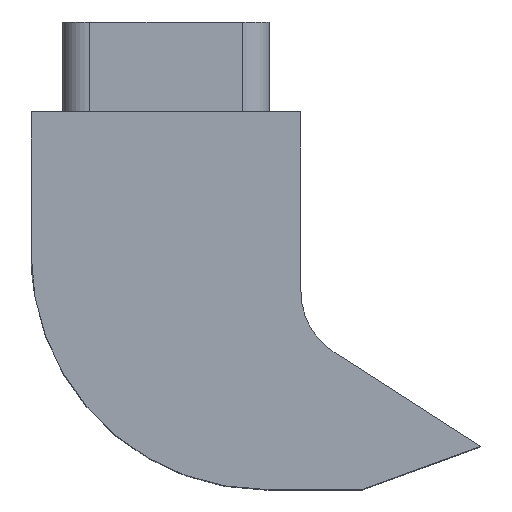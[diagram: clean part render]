
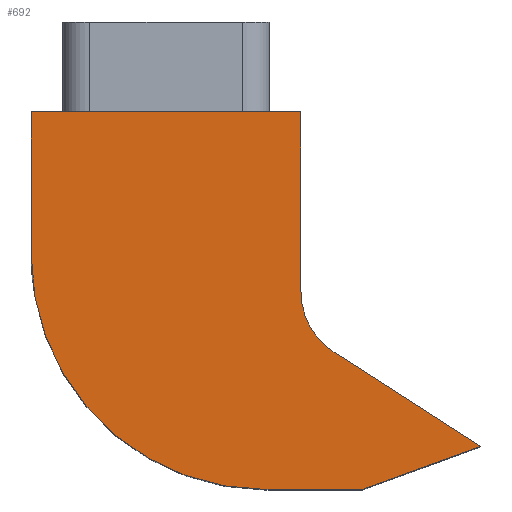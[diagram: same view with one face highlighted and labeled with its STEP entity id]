
A CAD part, top view. The second image highlights one B-rep face of the part: STEP entity #692.
In plain terms, the highlighted planar face has unit normal (0, 0, 1).
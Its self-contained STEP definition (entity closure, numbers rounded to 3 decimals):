
#25=PLANE('',#743);
#76=LINE('',#1113,#147);
#77=LINE('',#1115,#148);
#78=LINE('',#1117,#149);
#79=LINE('',#1121,#150);
#80=LINE('',#1123,#151);
#81=LINE('',#1125,#152);
#147=VECTOR('',#872,10.);
#148=VECTOR('',#873,15.);
#149=VECTOR('',#874,8.);
#150=VECTOR('',#877,5.422);
#151=VECTOR('',#878,7.);
#152=VECTOR('',#879,9.698);
#208=FACE_OUTER_BOUND('',#248,.T.);
#248=EDGE_LOOP('',(#544,#545,#546,#547,#548,#549,#550,#551));
#288=CIRCLE('',#744,13.);
#289=CIRCLE('',#745,4.);
#339=VERTEX_POINT('',#1111);
#340=VERTEX_POINT('',#1112);
#341=VERTEX_POINT('',#1114);
#342=VERTEX_POINT('',#1116);
#343=VERTEX_POINT('',#1118);
#344=VERTEX_POINT('',#1120);
#345=VERTEX_POINT('',#1122);
#346=VERTEX_POINT('',#1124);
#420=EDGE_CURVE('',#339,#340,#76,.T.);
#421=EDGE_CURVE('',#341,#339,#77,.T.);
#422=EDGE_CURVE('',#342,#341,#78,.T.);
#423=EDGE_CURVE('',#343,#342,#288,.T.);
#424=EDGE_CURVE('',#344,#343,#79,.T.);
#425=EDGE_CURVE('',#345,#344,#80,.T.);
#426=EDGE_CURVE('',#346,#345,#81,.T.);
#427=EDGE_CURVE('',#340,#346,#289,.T.);
#544=ORIENTED_EDGE('',*,*,#420,.F.);
#545=ORIENTED_EDGE('',*,*,#421,.F.);
#546=ORIENTED_EDGE('',*,*,#422,.F.);
#547=ORIENTED_EDGE('',*,*,#423,.F.);
#548=ORIENTED_EDGE('',*,*,#424,.F.);
#549=ORIENTED_EDGE('',*,*,#425,.F.);
#550=ORIENTED_EDGE('',*,*,#426,.F.);
#551=ORIENTED_EDGE('',*,*,#427,.F.);
#692=ADVANCED_FACE('',(#208),#25,.T.);
#743=AXIS2_PLACEMENT_3D('',#1110,#870,#871);
#744=AXIS2_PLACEMENT_3D('',#1119,#875,#876);
#745=AXIS2_PLACEMENT_3D('',#1126,#880,#881);
#870=DIRECTION('center_axis',(0.,0.,1.));
#871=DIRECTION('ref_axis',(1.,0.,0.));
#872=DIRECTION('',(0.,-1.,0.));
#873=DIRECTION('',(1.,0.,0.));
#874=DIRECTION('',(0.,1.,0.));
#875=DIRECTION('center_axis',(0.,0.,-1.));
#876=DIRECTION('ref_axis',(1.,0.,0.));
#877=DIRECTION('',(-1.,0.,0.));
#878=DIRECTION('',(-0.94,-0.342,0.));
#879=DIRECTION('',(0.841,-0.54,0.));
#880=DIRECTION('center_axis',(0.,0.,1.));
#881=DIRECTION('ref_axis',(-1.,0.,0.));
#1110=CARTESIAN_POINT('Origin',(-4.122,-10.882,9.5));
#1111=CARTESIAN_POINT('',(0.,0.,9.5));
#1112=CARTESIAN_POINT('',(0.,-10.,9.5));
#1113=CARTESIAN_POINT('',(0.,0.,9.5));
#1114=CARTESIAN_POINT('',(-15.,0.,9.5));
#1115=CARTESIAN_POINT('',(-15.,0.,9.5));
#1116=CARTESIAN_POINT('',(-15.,-8.,9.5));
#1117=CARTESIAN_POINT('',(-15.,-8.,9.5));
#1118=CARTESIAN_POINT('',(-2.,-21.,9.5));
#1119=CARTESIAN_POINT('Origin',(-2.,-8.,9.5));
#1120=CARTESIAN_POINT('',(3.422,-21.,9.5));
#1121=CARTESIAN_POINT('',(3.422,-21.,9.5));
#1122=CARTESIAN_POINT('',(10.,-18.606,9.5));
#1123=CARTESIAN_POINT('',(10.,-18.606,9.5));
#1124=CARTESIAN_POINT('',(1.839,-13.366,9.5));
#1125=CARTESIAN_POINT('',(1.839,-13.366,9.5));
#1126=CARTESIAN_POINT('Origin',(4.,-10.,9.5));
